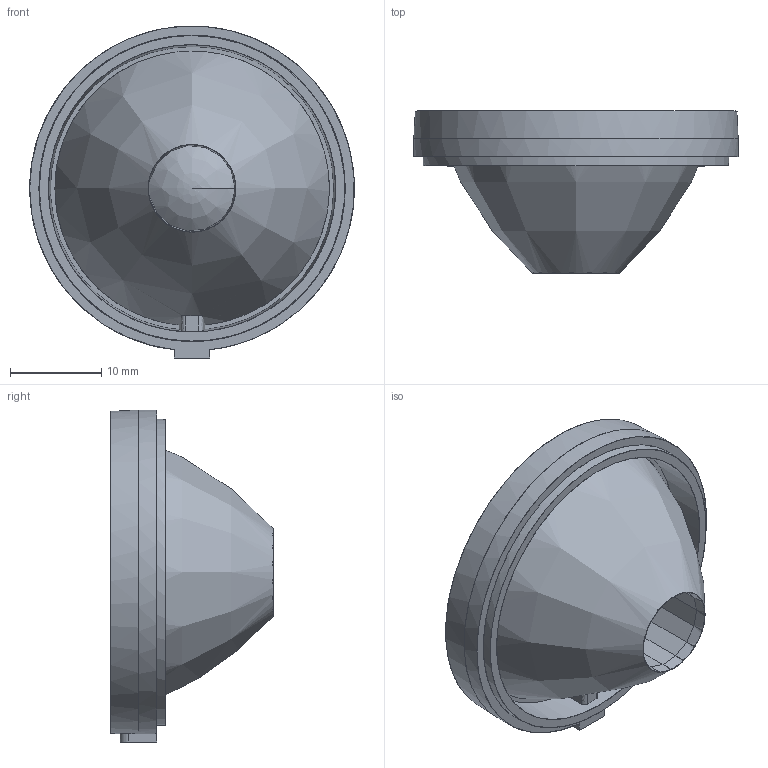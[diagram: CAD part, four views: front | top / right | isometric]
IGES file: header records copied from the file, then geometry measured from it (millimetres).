
Start section: Missler Software BP 521, 31674 Labege Cedex, France Tel   : +33 (0)5 61 00 03 00 Fax   : +33 (0)5 61 00 03 03 Email : 
Global section: file name: Mobdar p7.igs; native system: TopSolid v609200 Missler Software; preprocessor: IGES preprocessor v100000; author: LAURET JP; date: 110303.084936; units: millimetre
Bounding box: 35.52 x 17.75 x 36.34 mm (x, y, z)
Surface area: 3852.7 mm2 (no closed solid volume)
Topology: 0 solids, 0 shells, 67 faces, 611 edges, 609 vertices
Faces by surface type: bspline 67
